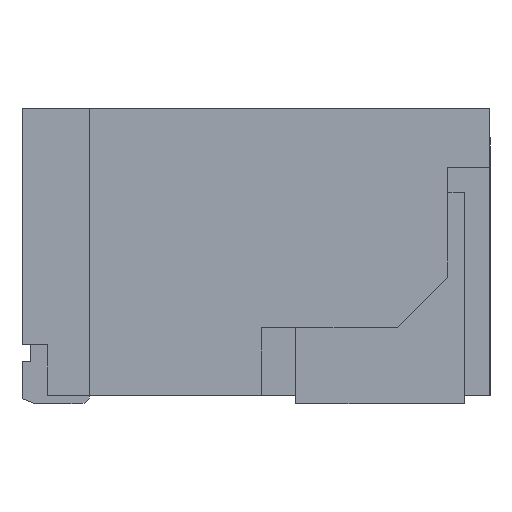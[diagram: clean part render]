
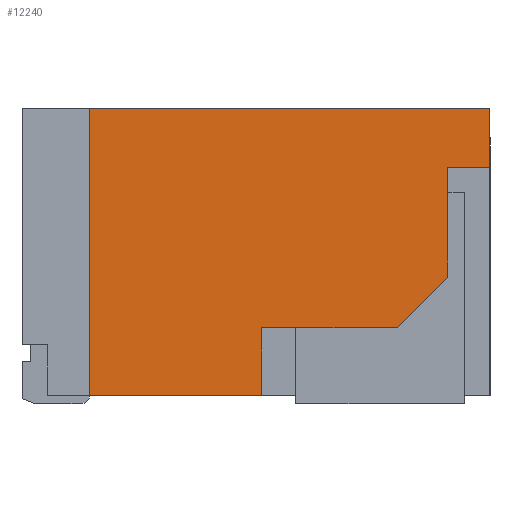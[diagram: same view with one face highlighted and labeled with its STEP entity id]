
A CAD part, left-side view. The second image highlights one B-rep face of the part: STEP entity #12240.
In plain terms, the highlighted planar face has unit normal (-1, 0, 0).
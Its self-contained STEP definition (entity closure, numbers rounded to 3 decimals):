
#460=CARTESIAN_POINT('',(17.4,-2.17,4.805));
#470=DIRECTION('',(0.,-0.,1.));
#480=VECTOR('',#470,1.);
#490=LINE('',#460,#480);
#500=CARTESIAN_POINT('',(17.4,-2.17,3.95));
#510=VERTEX_POINT('',#500);
#520=CARTESIAN_POINT('',(17.4,-2.17,4.35));
#530=VERTEX_POINT('',#520);
#540=EDGE_CURVE('',#510,#530,#490,.T.);
#1820=CARTESIAN_POINT('',(17.4,-3.1,4.35));
#1830=DIRECTION('',(0.,1.,-0.));
#1840=VECTOR('',#1830,1.);
#1850=LINE('',#1820,#1840);
#1860=CARTESIAN_POINT('',(17.4,-2.97,4.35));
#1870=VERTEX_POINT('',#1860);
#1880=EDGE_CURVE('',#1870,#530,#1850,.T.);
#5770=CARTESIAN_POINT('',(17.4,-3.27,4.65));
#5780=VERTEX_POINT('',#5770);
#5810=CARTESIAN_POINT('',(17.4,-3.27,4.805));
#5820=DIRECTION('',(0.,-0.,1.));
#5830=VECTOR('',#5820,1.);
#5840=LINE('',#5810,#5830);
#5850=CARTESIAN_POINT('',(17.4,-3.27,5.3));
#5860=VERTEX_POINT('',#5850);
#5870=EDGE_CURVE('',#5780,#5860,#5840,.T.);
#7700=CARTESIAN_POINT('',(17.4,-1.15,3.95));
#7710=VERTEX_POINT('',#7700);
#7860=CARTESIAN_POINT('',(17.4,-1.15,5.65));
#7870=VERTEX_POINT('',#7860);
#7900=CARTESIAN_POINT('',(17.4,-1.15,5.65));
#7910=DIRECTION('',(0.,0.,-1.));
#7920=VECTOR('',#7910,1.);
#7930=LINE('',#7900,#7920);
#7940=EDGE_CURVE('',#7870,#7710,#7930,.T.);
#10780=CARTESIAN_POINT('',(17.4,-3.52,5.3));
#10790=VERTEX_POINT('',#10780);
#10840=CARTESIAN_POINT('',(17.4,-3.1,5.3));
#10850=DIRECTION('',(0.,-1.,0.));
#10860=VECTOR('',#10850,1.);
#10870=LINE('',#10840,#10860);
#10880=EDGE_CURVE('',#5860,#10790,#10870,.T.);
#11860=CARTESIAN_POINT('',(17.4,-2.285,4.99));
#11870=DIRECTION('',(1.,0.,0.));
#11880=DIRECTION('',(0.,1.,0.));
#11890=AXIS2_PLACEMENT_3D('',#11860,#11870,#11880);
#11900=PLANE('',#11890);
#11910=ORIENTED_EDGE('',*,*,#7940,.T.);
#11920=CARTESIAN_POINT('',(17.4,-1.15,5.65));
#11930=DIRECTION('',(0.,-1.,0.));
#11940=VECTOR('',#11930,1.);
#11950=LINE('',#11920,#11940);
#11960=CARTESIAN_POINT('',(17.4,-3.52,5.65));
#11970=VERTEX_POINT('',#11960);
#11980=EDGE_CURVE('',#7870,#11970,#11950,.T.);
#11990=ORIENTED_EDGE('',*,*,#11980,.F.);
#12000=CARTESIAN_POINT('',(17.4,-3.52,4.805));
#12010=DIRECTION('',(0.,-0.,1.));
#12020=VECTOR('',#12010,1.);
#12030=LINE('',#12000,#12020);
#12040=EDGE_CURVE('',#10790,#11970,#12030,.T.);
#12050=ORIENTED_EDGE('',*,*,#12040,.T.);
#12060=ORIENTED_EDGE('',*,*,#10880,.T.);
#12070=ORIENTED_EDGE('',*,*,#5870,.T.);
#12080=CARTESIAN_POINT('',(17.4,-3.1,4.48));
#12090=DIRECTION('',(0.,0.707,-0.707));
#12100=VECTOR('',#12090,1.);
#12110=LINE('',#12080,#12100);
#12120=EDGE_CURVE('',#5780,#1870,#12110,.T.);
#12130=ORIENTED_EDGE('',*,*,#12120,.F.);
#12140=ORIENTED_EDGE('',*,*,#1880,.F.);
#12150=ORIENTED_EDGE('',*,*,#540,.T.);
#12160=CARTESIAN_POINT('',(17.4,-3.1,3.95));
#12170=DIRECTION('',(0.,-1.,0.));
#12180=VECTOR('',#12170,1.);
#12190=LINE('',#12160,#12180);
#12200=EDGE_CURVE('',#7710,#510,#12190,.T.);
#12210=ORIENTED_EDGE('',*,*,#12200,.T.);
#12220=EDGE_LOOP('',(#12210,#12150,#12140,#12130,#12070,#12060,#12050,
#11990,#11910));
#12230=FACE_OUTER_BOUND('',#12220,.T.);
#12240=ADVANCED_FACE('',(#12230),#11900,.F.);
